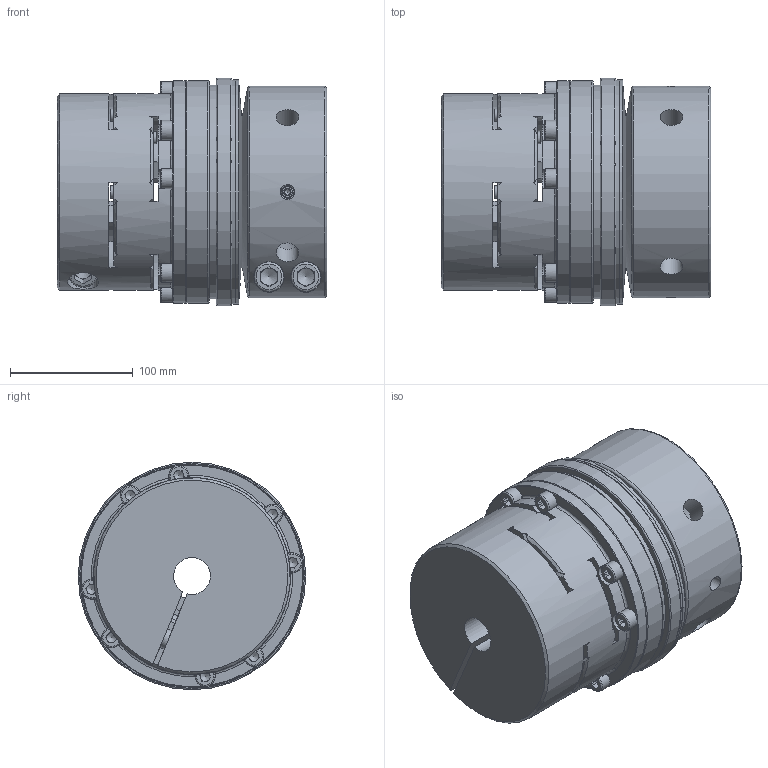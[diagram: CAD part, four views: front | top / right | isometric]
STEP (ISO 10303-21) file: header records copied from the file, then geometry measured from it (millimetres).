
FILE_DESCRIPTION( ( 'Unknown' ), '1' );
FILE_NAME( 'SKB-EK 2000.stp', 'Unknown', ( 'Unknown' ), ( 'Unknown' ), 'PSStep 10.1', 'Unknown', ' ' );
FILE_SCHEMA( ( 'AUTOMOTIVE_DESIGN { 1 0 10303 214 1 1 1 1 }' ) );
Length unit declared in the file: millimetre
Products named in the file (1): KT102272-mit Messingkugel
Bounding box: 219.2 x 185 x 185 mm (x, y, z)
Volume: 3882187.3 mm3; surface area: 497407.7 mm2
Topology: 1 solids, 19 shells, 806 faces, 2296 edges, 1477 vertices
Faces by surface type: plane 348, cylinder 184, cone 115, torus 103, sphere 36, extrusion 20
Full cylindrical faces by diameter (mm): 8.5 x8, 10 x18, 10.4 x8, 12 x2, 13.835 x1, 14 x2, 16 x11, 16.5 x2, 17 x1, 18.5 x4, 24 x3, 25 x3, 38 x1, 60 x1, 77 x2, 95 x1, 100 x1, 107.7 x1, 109.8 x1, 110 x3, 117 x1, 120 x2, 128 x1, 130 x2, 140 x3, 160 x1, 174 x1, 181 x2, 185 x1
Entity records: 35872 total; most frequent: CARTESIAN_POINT 10375, DIRECTION 3848, ORIENTED_EDGE 3830, EDGE_CURVE 1915, AXIS2_PLACEMENT_3D 1551, VERTEX_POINT 1324, EDGE_LOOP 1102, FACE_OUTER_BOUND 908
